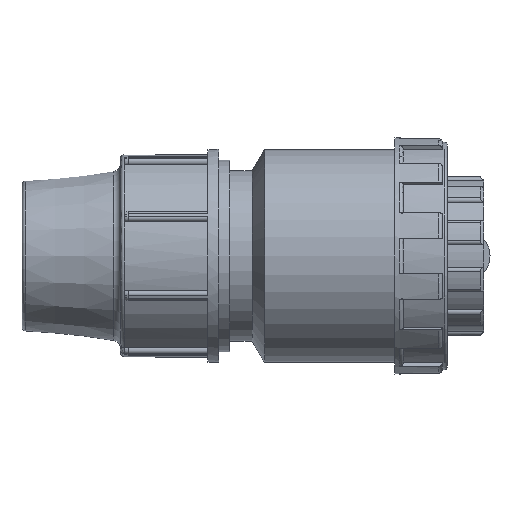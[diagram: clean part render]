
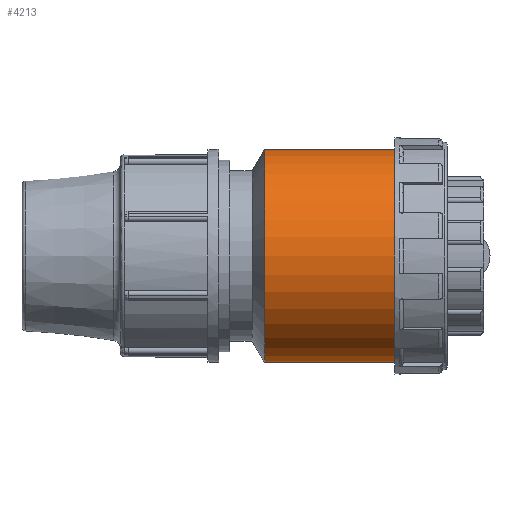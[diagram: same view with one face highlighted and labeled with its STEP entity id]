
A CAD part, front view. The second image highlights one B-rep face of the part: STEP entity #4213.
In plain terms, the highlighted cylindrical face has radius 53.1 mm (diameter 106.2 mm), a full revolution.
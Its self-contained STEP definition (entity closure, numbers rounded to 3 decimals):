
#56=FACE_BOUND('',#864,.T.);
#57=FACE_BOUND('',#865,.T.);
#291=B_SPLINE_CURVE_WITH_KNOTS('',3,(#7712,#7713,#7714,#7715,#7716,#7717,
#7718,#7719,#7720,#7721,#7722,#7723,#7724,#7725,#7726,#7727,#7728,#7729,
#7730,#7731,#7732,#7733,#7734,#7735,#7736,#7737,#7738,#7739,#7740,#7741,
#7742,#7743,#7744,#7745,#7746,#7747,#7748,#7749,#7750,#7751,#7752,#7753,
#7754,#7755,#7756,#7757,#7758,#7759,#7760,#7761,#7762,#7763,#7764,#7765,
#7766,#7767,#7768,#7769,#7770,#7771,#7772,#7773,#7774,#7775,#7776,#7777),
 .UNSPECIFIED.,.T.,.F.,(4,2,2,2,2,2,2,2,2,2,2,2,2,2,2,2,2,2,2,2,2,2,2,2,
2,2,2,2,2,2,2,2,4),(0.,0.336,0.672,1.009,
1.345,1.681,2.017,2.353,2.689,
3.025,3.362,3.698,4.034,4.37,
4.706,5.042,5.379,5.715,6.051,
6.387,6.724,7.06,7.396,7.732,
8.068,8.404,8.74,9.076,9.412,
9.749,10.085,10.421,10.757),
 .UNSPECIFIED.);
#593=FACE_OUTER_BOUND('',#863,.T.);
#863=EDGE_LOOP('',(#3879));
#864=EDGE_LOOP('',(#3880));
#865=EDGE_LOOP('',(#3881));
#1598=CIRCLE('',#4703,53.1);
#1599=CIRCLE('',#4705,53.1);
#1859=VERTEX_POINT('',#7711);
#2011=VERTEX_POINT('',#8665);
#2012=VERTEX_POINT('',#8668);
#2414=EDGE_CURVE('',#1859,#1859,#291,.T.);
#2638=EDGE_CURVE('',#2011,#2011,#1598,.T.);
#2639=EDGE_CURVE('',#2012,#2012,#1599,.T.);
#3879=ORIENTED_EDGE('',*,*,#2639,.F.);
#3880=ORIENTED_EDGE('',*,*,#2414,.T.);
#3881=ORIENTED_EDGE('',*,*,#2638,.T.);
#3971=CYLINDRICAL_SURFACE('',#4704,53.1);
#4213=ADVANCED_FACE('',(#593,#56,#57),#3971,.T.);
#4703=AXIS2_PLACEMENT_3D('',#8666,#5908,#5909);
#4704=AXIS2_PLACEMENT_3D('',#8667,#5910,#5911);
#4705=AXIS2_PLACEMENT_3D('',#8669,#5912,#5913);
#5908=DIRECTION('center_axis',(-1.,0.,0.));
#5909=DIRECTION('ref_axis',(0.,0.,1.));
#5910=DIRECTION('center_axis',(-1.,0.,0.));
#5911=DIRECTION('ref_axis',(0.,1.,0.));
#5912=DIRECTION('center_axis',(-1.,0.,0.));
#5913=DIRECTION('ref_axis',(0.,0.,1.));
#7711=CARTESIAN_POINT('',(0.,50.063,17.7));
#7712=CARTESIAN_POINT('Ctrl Pts',(0.,50.063,17.7));
#7713=CARTESIAN_POINT('Ctrl Pts',(-1.121,50.063,17.7));
#7714=CARTESIAN_POINT('Ctrl Pts',(-2.277,50.102,17.592));
#7715=CARTESIAN_POINT('Ctrl Pts',(-4.571,50.258,17.14));
#7716=CARTESIAN_POINT('Ctrl Pts',(-5.709,50.376,16.796));
#7717=CARTESIAN_POINT('Ctrl Pts',(-7.886,50.669,15.89));
#7718=CARTESIAN_POINT('Ctrl Pts',(-8.928,50.844,15.327));
#7719=CARTESIAN_POINT('Ctrl Pts',(-10.852,51.217,14.031));
#7720=CARTESIAN_POINT('Ctrl Pts',(-11.735,51.414,13.297));
#7721=CARTESIAN_POINT('Ctrl Pts',(-13.297,51.793,11.735));
#7722=CARTESIAN_POINT('Ctrl Pts',(-14.031,51.988,10.853));
#7723=CARTESIAN_POINT('Ctrl Pts',(-15.327,52.353,8.928));
#7724=CARTESIAN_POINT('Ctrl Pts',(-15.89,52.523,7.886));
#7725=CARTESIAN_POINT('Ctrl Pts',(-16.796,52.804,5.708));
#7726=CARTESIAN_POINT('Ctrl Pts',(-17.14,52.915,4.57));
#7727=CARTESIAN_POINT('Ctrl Pts',(-17.592,53.064,2.276));
#7728=CARTESIAN_POINT('Ctrl Pts',(-17.7,53.1,1.12));
#7729=CARTESIAN_POINT('Ctrl Pts',(-17.7,53.1,-1.12));
#7730=CARTESIAN_POINT('Ctrl Pts',(-17.592,53.064,-2.276));
#7731=CARTESIAN_POINT('Ctrl Pts',(-17.14,52.915,-4.57));
#7732=CARTESIAN_POINT('Ctrl Pts',(-16.796,52.804,-5.708));
#7733=CARTESIAN_POINT('Ctrl Pts',(-15.89,52.523,-7.886));
#7734=CARTESIAN_POINT('Ctrl Pts',(-15.327,52.353,-8.928));
#7735=CARTESIAN_POINT('Ctrl Pts',(-14.031,51.988,-10.853));
#7736=CARTESIAN_POINT('Ctrl Pts',(-13.297,51.793,-11.735));
#7737=CARTESIAN_POINT('Ctrl Pts',(-11.735,51.414,-13.297));
#7738=CARTESIAN_POINT('Ctrl Pts',(-10.852,51.217,-14.031));
#7739=CARTESIAN_POINT('Ctrl Pts',(-8.928,50.844,-15.327));
#7740=CARTESIAN_POINT('Ctrl Pts',(-7.886,50.669,-15.89));
#7741=CARTESIAN_POINT('Ctrl Pts',(-5.709,50.376,-16.796));
#7742=CARTESIAN_POINT('Ctrl Pts',(-4.571,50.258,-17.14));
#7743=CARTESIAN_POINT('Ctrl Pts',(-2.277,50.102,-17.592));
#7744=CARTESIAN_POINT('Ctrl Pts',(-1.121,50.063,-17.7));
#7745=CARTESIAN_POINT('Ctrl Pts',(1.121,50.063,-17.7));
#7746=CARTESIAN_POINT('Ctrl Pts',(2.277,50.102,-17.592));
#7747=CARTESIAN_POINT('Ctrl Pts',(4.571,50.258,-17.14));
#7748=CARTESIAN_POINT('Ctrl Pts',(5.709,50.376,-16.796));
#7749=CARTESIAN_POINT('Ctrl Pts',(7.886,50.669,-15.89));
#7750=CARTESIAN_POINT('Ctrl Pts',(8.928,50.844,-15.327));
#7751=CARTESIAN_POINT('Ctrl Pts',(10.852,51.217,-14.031));
#7752=CARTESIAN_POINT('Ctrl Pts',(11.735,51.414,-13.297));
#7753=CARTESIAN_POINT('Ctrl Pts',(13.297,51.793,-11.735));
#7754=CARTESIAN_POINT('Ctrl Pts',(14.031,51.988,-10.853));
#7755=CARTESIAN_POINT('Ctrl Pts',(15.327,52.353,-8.928));
#7756=CARTESIAN_POINT('Ctrl Pts',(15.89,52.523,-7.886));
#7757=CARTESIAN_POINT('Ctrl Pts',(16.796,52.804,-5.708));
#7758=CARTESIAN_POINT('Ctrl Pts',(17.14,52.915,-4.57));
#7759=CARTESIAN_POINT('Ctrl Pts',(17.592,53.064,-2.276));
#7760=CARTESIAN_POINT('Ctrl Pts',(17.7,53.1,-1.12));
#7761=CARTESIAN_POINT('Ctrl Pts',(17.7,53.1,1.12));
#7762=CARTESIAN_POINT('Ctrl Pts',(17.592,53.064,2.276));
#7763=CARTESIAN_POINT('Ctrl Pts',(17.14,52.915,4.57));
#7764=CARTESIAN_POINT('Ctrl Pts',(16.796,52.804,5.708));
#7765=CARTESIAN_POINT('Ctrl Pts',(15.89,52.523,7.886));
#7766=CARTESIAN_POINT('Ctrl Pts',(15.327,52.353,8.928));
#7767=CARTESIAN_POINT('Ctrl Pts',(14.031,51.988,10.853));
#7768=CARTESIAN_POINT('Ctrl Pts',(13.297,51.793,11.735));
#7769=CARTESIAN_POINT('Ctrl Pts',(11.735,51.414,13.297));
#7770=CARTESIAN_POINT('Ctrl Pts',(10.852,51.217,14.031));
#7771=CARTESIAN_POINT('Ctrl Pts',(8.928,50.844,15.327));
#7772=CARTESIAN_POINT('Ctrl Pts',(7.886,50.669,15.89));
#7773=CARTESIAN_POINT('Ctrl Pts',(5.709,50.376,16.796));
#7774=CARTESIAN_POINT('Ctrl Pts',(4.571,50.258,17.14));
#7775=CARTESIAN_POINT('Ctrl Pts',(2.277,50.102,17.592));
#7776=CARTESIAN_POINT('Ctrl Pts',(1.121,50.063,17.7));
#7777=CARTESIAN_POINT('Ctrl Pts',(0.,50.063,
17.7));
#8665=CARTESIAN_POINT('',(32.467,53.1,0.));
#8666=CARTESIAN_POINT('Origin',(32.467,0.,0.));
#8667=CARTESIAN_POINT('Origin',(0.,0.,0.));
#8668=CARTESIAN_POINT('',(-32.467,53.1,0.));
#8669=CARTESIAN_POINT('Origin',(-32.467,0.,0.));
